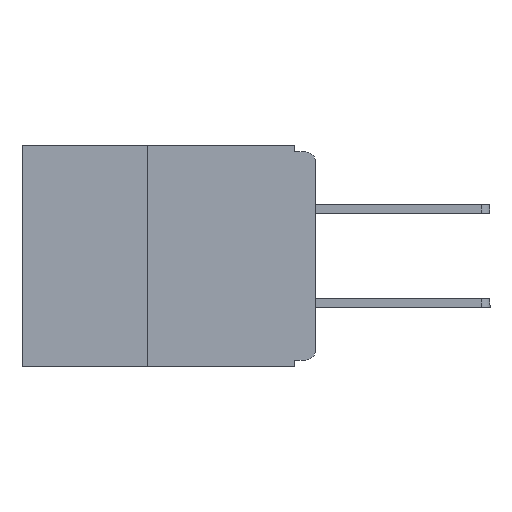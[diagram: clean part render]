
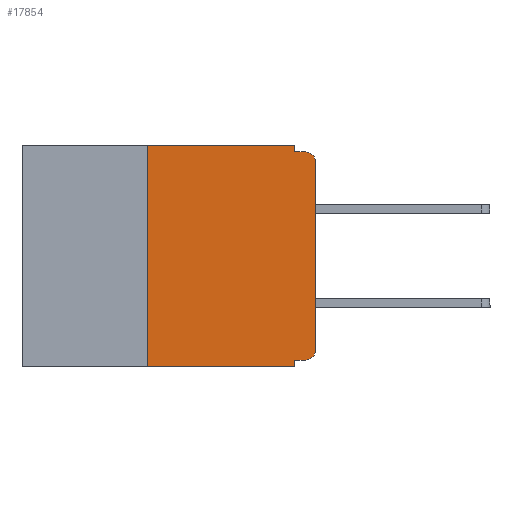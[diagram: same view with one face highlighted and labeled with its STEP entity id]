
A CAD part, left-side view. The second image highlights one B-rep face of the part: STEP entity #17854.
In plain terms, the highlighted planar face has unit normal (-1, 0, 0).
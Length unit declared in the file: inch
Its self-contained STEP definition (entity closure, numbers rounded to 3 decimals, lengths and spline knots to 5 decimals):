
#531 = CARTESIAN_POINT ( 'NONE',  ( 0., 0.031, -0.32 ) ) ;
#1013 = VERTEX_POINT ( 'NONE', #16796 ) ;
#1113 = LINE ( 'NONE', #19071, #20282 ) ;
#1654 = ORIENTED_EDGE ( 'NONE', *, *, #5300, .F. ) ;
#2327 = CARTESIAN_POINT ( 'NONE',  ( 0., 0., -0.01 ) ) ;
#2540 = LINE ( 'NONE', #5242, #11723 ) ;
#3183 = LINE ( 'NONE', #2327, #20579 ) ;
#3249 = VERTEX_POINT ( 'NONE', #531 ) ;
#3448 = CARTESIAN_POINT ( 'NONE',  ( 0., 0.031, 0. ) ) ;
#3510 = CARTESIAN_POINT ( 'NONE',  ( 0., 0.437, 0. ) ) ;
#3719 = ORIENTED_EDGE ( 'NONE', *, *, #8424, .T. ) ;
#4029 = CIRCLE ( 'NONE', #13751, 0.015 ) ;
#4134 = VERTEX_POINT ( 'NONE', #15978 ) ;
#4338 = ORIENTED_EDGE ( 'NONE', *, *, #15649, .F. ) ;
#4603 = VERTEX_POINT ( 'NONE', #14656 ) ;
#4837 = LINE ( 'NONE', #3448, #23146 ) ;
#4861 = LINE ( 'NONE', #4941, #23160 ) ;
#4890 = ORIENTED_EDGE ( 'NONE', *, *, #10256, .F. ) ;
#4941 = CARTESIAN_POINT ( 'NONE',  ( 0., 0.437, -0.33 ) ) ;
#5116 = DIRECTION ( 'NONE',  ( -1., 0., 0. ) ) ;
#5242 = CARTESIAN_POINT ( 'NONE',  ( 0., 0.25, -0.33 ) ) ;
#5300 = EDGE_CURVE ( 'NONE', #3249, #16868, #1113, .T. ) ;
#5467 = EDGE_CURVE ( 'NONE', #17374, #9296, #16455, .T. ) ;
#5651 = VERTEX_POINT ( 'NONE', #13066 ) ;
#6263 = ORIENTED_EDGE ( 'NONE', *, *, #9035, .T. ) ;
#6662 = ORIENTED_EDGE ( 'NONE', *, *, #8710, .F. ) ;
#6761 = CIRCLE ( 'NONE', #20482, 0.015 ) ;
#6892 = VECTOR ( 'NONE', #16936, 39.37008 ) ;
#7191 = CARTESIAN_POINT ( 'NONE',  ( 0., 0.015, -0.025 ) ) ;
#7206 = ORIENTED_EDGE ( 'NONE', *, *, #12684, .F. ) ;
#7325 = ORIENTED_EDGE ( 'NONE', *, *, #12081, .T. ) ;
#7395 = ORIENTED_EDGE ( 'NONE', *, *, #21443, .F. ) ;
#7794 = DIRECTION ( 'NONE',  ( 0., -1., 0. ) ) ;
#7818 = ORIENTED_EDGE ( 'NONE', *, *, #5467, .T. ) ;
#7829 = DIRECTION ( 'NONE',  ( 0., -1., 0. ) ) ;
#8424 = EDGE_CURVE ( 'NONE', #4603, #17374, #4029, .T. ) ;
#8626 = VERTEX_POINT ( 'NONE', #14764 ) ;
#8710 = EDGE_CURVE ( 'NONE', #8626, #1013, #12921, .T. ) ;
#9035 = EDGE_CURVE ( 'NONE', #12210, #16868, #4861, .T. ) ;
#9064 = DIRECTION ( 'NONE',  ( 0., 0., -1. ) ) ;
#9088 = DIRECTION ( 'NONE',  ( 1., 0., 0. ) ) ;
#9237 = FACE_OUTER_BOUND ( 'NONE', #15191, .T. ) ;
#9296 = VERTEX_POINT ( 'NONE', #21747 ) ;
#10097 = AXIS2_PLACEMENT_3D ( 'NONE', #3510, #9088, #21405 ) ;
#10256 = EDGE_CURVE ( 'NONE', #12210, #8626, #2540, .T. ) ;
#11331 = DIRECTION ( 'NONE',  ( 0., 1., 0. ) ) ;
#11723 = VECTOR ( 'NONE', #16157, 39.37008 ) ;
#12081 = EDGE_CURVE ( 'NONE', #9296, #5651, #6761, .T. ) ;
#12193 = LINE ( 'NONE', #13164, #20958 ) ;
#12210 = VERTEX_POINT ( 'NONE', #21744 ) ;
#12684 = EDGE_CURVE ( 'NONE', #1013, #4134, #4837, .T. ) ;
#12921 = LINE ( 'NONE', #20194, #15925 ) ;
#13066 = CARTESIAN_POINT ( 'NONE',  ( 0., 0.015, -0.01 ) ) ;
#13164 = CARTESIAN_POINT ( 'NONE',  ( 0., 0., -0.32 ) ) ;
#13751 = AXIS2_PLACEMENT_3D ( 'NONE', #15966, #5116, #17707 ) ;
#14409 = DIRECTION ( 'NONE',  ( 0., 0., -1. ) ) ;
#14656 = CARTESIAN_POINT ( 'NONE',  ( 0., 0.015, -0.32 ) ) ;
#14764 = CARTESIAN_POINT ( 'NONE',  ( 0., 0.25, 0. ) ) ;
#15191 = EDGE_LOOP ( 'NONE', ( #7818, #7325, #7395, #7206, #6662, #4890, #6263, #1654, #4338, #3719 ) ) ;
#15649 = EDGE_CURVE ( 'NONE', #4603, #3249, #12193, .T. ) ;
#15925 = VECTOR ( 'NONE', #7794, 39.37008 ) ;
#15966 = CARTESIAN_POINT ( 'NONE',  ( 0., 0.015, -0.305 ) ) ;
#15978 = CARTESIAN_POINT ( 'NONE',  ( 0., 0.031, -0.01 ) ) ;
#16157 = DIRECTION ( 'NONE',  ( 0., 0., 1. ) ) ;
#16455 = LINE ( 'NONE', #16905, #6892 ) ;
#16796 = CARTESIAN_POINT ( 'NONE',  ( 0., 0.031, 0. ) ) ;
#16868 = VERTEX_POINT ( 'NONE', #21875 ) ;
#16905 = CARTESIAN_POINT ( 'NONE',  ( 0., 0., 0. ) ) ;
#16936 = DIRECTION ( 'NONE',  ( 0., 0., 1. ) ) ;
#17374 = VERTEX_POINT ( 'NONE', #20065 ) ;
#17707 = DIRECTION ( 'NONE',  ( 0., 0., -1. ) ) ;
#17854 = ADVANCED_FACE ( 'NONE', ( #9237 ), #17929, .F. ) ;
#17929 = PLANE ( 'NONE',  #10097 ) ;
#19071 = CARTESIAN_POINT ( 'NONE',  ( 0., 0.031, -0.33 ) ) ;
#19362 = DIRECTION ( 'NONE',  ( 0., -1., 0. ) ) ;
#19385 = DIRECTION ( 'NONE',  ( 0., 0., -1. ) ) ;
#19650 = DIRECTION ( 'NONE',  ( -1., 0., 0. ) ) ;
#20065 = CARTESIAN_POINT ( 'NONE',  ( 0., 0., -0.305 ) ) ;
#20194 = CARTESIAN_POINT ( 'NONE',  ( 0., 0.437, 0. ) ) ;
#20282 = VECTOR ( 'NONE', #19385, 39.37008 ) ;
#20482 = AXIS2_PLACEMENT_3D ( 'NONE', #7191, #19650, #9064 ) ;
#20579 = VECTOR ( 'NONE', #7829, 39.37008 ) ;
#20958 = VECTOR ( 'NONE', #11331, 39.37008 ) ;
#21405 = DIRECTION ( 'NONE',  ( 0., 0., -1. ) ) ;
#21443 = EDGE_CURVE ( 'NONE', #4134, #5651, #3183, .T. ) ;
#21744 = CARTESIAN_POINT ( 'NONE',  ( 0., 0.25, -0.33 ) ) ;
#21747 = CARTESIAN_POINT ( 'NONE',  ( 0., 0., -0.025 ) ) ;
#21875 = CARTESIAN_POINT ( 'NONE',  ( 0., 0.031, -0.33 ) ) ;
#23146 = VECTOR ( 'NONE', #14409, 39.37008 ) ;
#23160 = VECTOR ( 'NONE', #19362, 39.37008 ) ;
